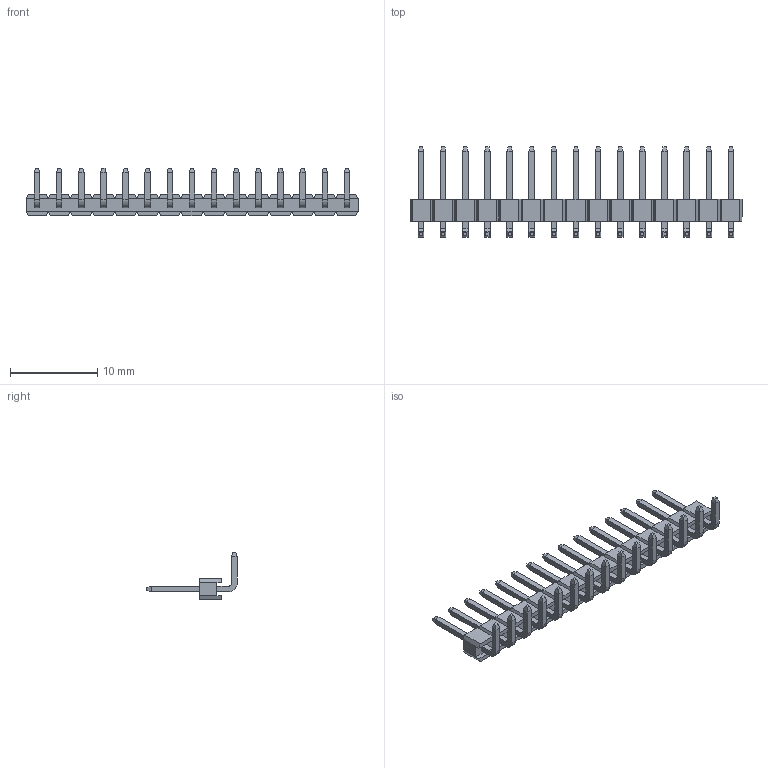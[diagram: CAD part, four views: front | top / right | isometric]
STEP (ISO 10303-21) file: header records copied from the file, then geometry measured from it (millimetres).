
FILE_DESCRIPTION( ( 'STEP AP214' ), '1' );
FILE_NAME( 'BG075-15A-1-0600-0300-0150-N-G.stp', '2019-04-17T00:53:32', ( '' ), ( '' ), ' ', 'PARTsolutions', ' ' );
FILE_SCHEMA( ( 'AUTOMOTIVE_DESIGN { 1 0 10303 214 1 1 1 1 }' ) );
Length unit declared in the file: millimetre
Products named in the file (3): BG075-15A-1-0600-0300-0150-N-G; _ BG075-15A-1-0600-0300-0150-N-G_H; _ BG075-15A-1-0600-0300-0150-N-G1_pin
Assembly tree (16 placements, depth 2):
  BG075-15A-1-0600-0300-0150-N-G
    _ BG075-15A-1-0600-0300-0150-N-G_H
    _ BG075-15A-1-0600-0300-0150-N-G1_pin  x15
Bounding box: 38.1 x 10.36 x 5.5 mm (x, y, z)
Volume: 275.7 mm3; surface area: 1070.3 mm2
Topology: 16 solids, 16 shells, 484 faces, 1236 edges, 784 vertices
Faces by surface type: plane 454, cylinder 30
Entity records: 9582 total; most frequent: CARTESIAN_POINT 1373, ORIENTED_EDGE 1352, DIRECTION 1178, EDGE_CURVE 676, LINE 672, VECTOR 672, VERTEX_POINT 448, EDGE_LOOP 262
